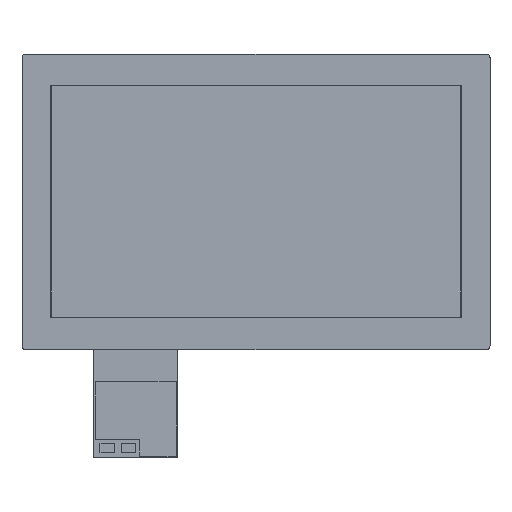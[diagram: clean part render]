
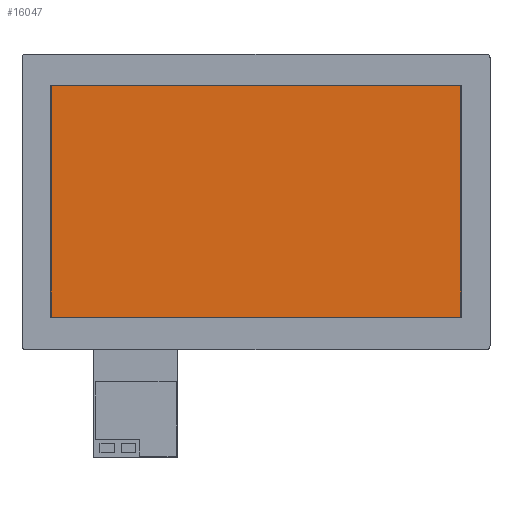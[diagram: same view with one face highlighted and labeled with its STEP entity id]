
A CAD part, top view. The second image highlights one B-rep face of the part: STEP entity #16047.
In plain terms, the highlighted planar face has unit normal (0, 0, 1).
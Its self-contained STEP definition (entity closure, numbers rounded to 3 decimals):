
#181=PLANE('',#16957);
#913=FACE_OUTER_BOUND('',#1783,.T.);
#1783=EDGE_LOOP('',(#11365,#11366,#11367,#11368));
#2786=LINE('',#22614,#4907);
#2790=LINE('',#22622,#4911);
#2793=LINE('',#22628,#4914);
#2796=LINE('',#22633,#4917);
#4907=VECTOR('',#18206,10.);
#4911=VECTOR('',#18212,10.);
#4914=VECTOR('',#18217,10.);
#4917=VECTOR('',#18222,10.);
#7268=VERTEX_POINT('',#22612);
#7269=VERTEX_POINT('',#22613);
#7272=VERTEX_POINT('',#22621);
#7274=VERTEX_POINT('',#22627);
#8863=EDGE_CURVE('',#7268,#7269,#2786,.T.);
#8867=EDGE_CURVE('',#7272,#7268,#2790,.T.);
#8870=EDGE_CURVE('',#7274,#7272,#2793,.T.);
#8873=EDGE_CURVE('',#7269,#7274,#2796,.T.);
#11365=ORIENTED_EDGE('',*,*,#8863,.T.);
#11366=ORIENTED_EDGE('',*,*,#8873,.T.);
#11367=ORIENTED_EDGE('',*,*,#8870,.T.);
#11368=ORIENTED_EDGE('',*,*,#8867,.T.);
#16047=ADVANCED_FACE('',(#913),#181,.T.);
#16957=AXIS2_PLACEMENT_3D('',#22677,#18260,#18261);
#18206=DIRECTION('',(0.,1.,0.));
#18212=DIRECTION('',(1.,0.,0.));
#18217=DIRECTION('',(0.,-1.,0.));
#18222=DIRECTION('',(-1.,0.,0.));
#18260=DIRECTION('center_axis',(0.,0.,
1.));
#18261=DIRECTION('ref_axis',(1.,0.,0.));
#22612=CARTESIAN_POINT('',(111.66,-62.94,0.));
#22613=CARTESIAN_POINT('',(111.66,62.94,0.));
#22614=CARTESIAN_POINT('',(111.66,-71.795,0.));
#22621=CARTESIAN_POINT('',(-111.66,-62.94,0.));
#22622=CARTESIAN_POINT('',(-55.83,-62.94,0.));
#22627=CARTESIAN_POINT('',(-111.66,62.94,0.));
#22628=CARTESIAN_POINT('',(-111.66,-8.855,0.));
#22633=CARTESIAN_POINT('',(55.83,62.94,0.));
#22677=CARTESIAN_POINT('Origin',(0.,-80.65,0.));
